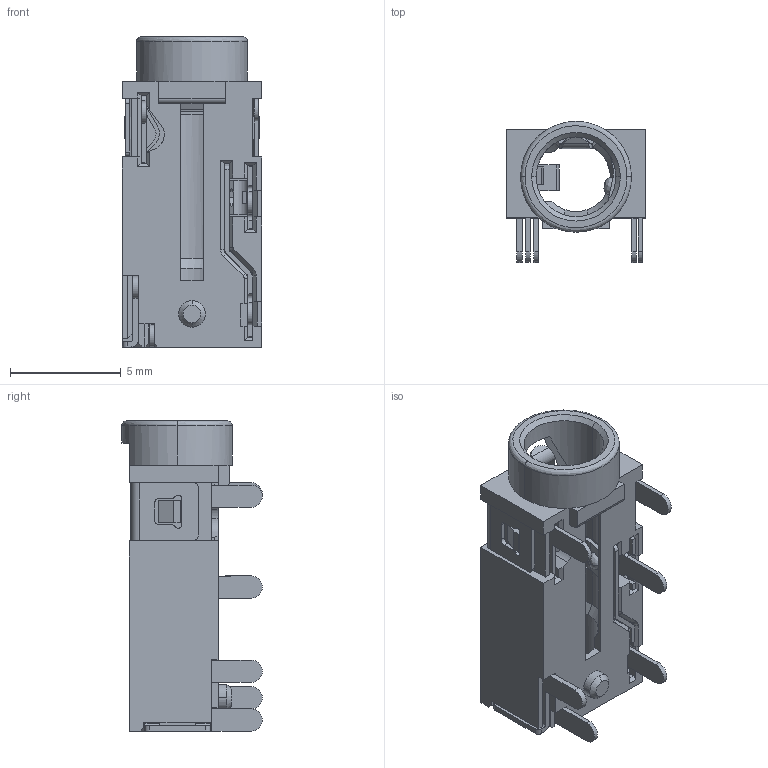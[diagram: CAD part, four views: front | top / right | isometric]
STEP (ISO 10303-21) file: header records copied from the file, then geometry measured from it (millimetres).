
FILE_DESCRIPTION (( 'STEP AP203' ), '1' );
FILE_NAME ('54-00176.STEP', '2020-04-08T15:26:39', ( '' ), ( '' ), 'SwSTEP 2.0', 'SolidWorks 2015', '' );
FILE_SCHEMA (( 'CONFIG_CONTROL_DESIGN' ));
Length unit declared in the file: millimetre
Products named in the file (8): 54-00176_#1; 54-00176_#4; 54-00176; 54-00176_#3; 54-00176_insulator; 54-00176_#6; 54-00176_#2; 54-00176_#5
Assembly tree (7 placements, depth 2):
  54-00176
    54-00176_insulator
    54-00176_#1
    54-00176_#4
    54-00176_#3
    54-00176_#6
    54-00176_#5
    54-00176_#2
Bounding box: 6.3 x 6.35 x 14 mm (x, y, z)
Volume: 173.8 mm3; surface area: 791.7 mm2
Topology: 7 solids, 7 shells, 551 faces, 1541 edges, 998 vertices
Faces by surface type: plane 369, cylinder 140, bspline 31, cone 11
Entity records: 18973 total; most frequent: CARTESIAN_POINT 3878, ORIENTED_EDGE 3082, DIRECTION 2866, EDGE_CURVE 1541, LINE 1156, VECTOR 1156, VERTEX_POINT 998, AXIS2_PLACEMENT_3D 855
